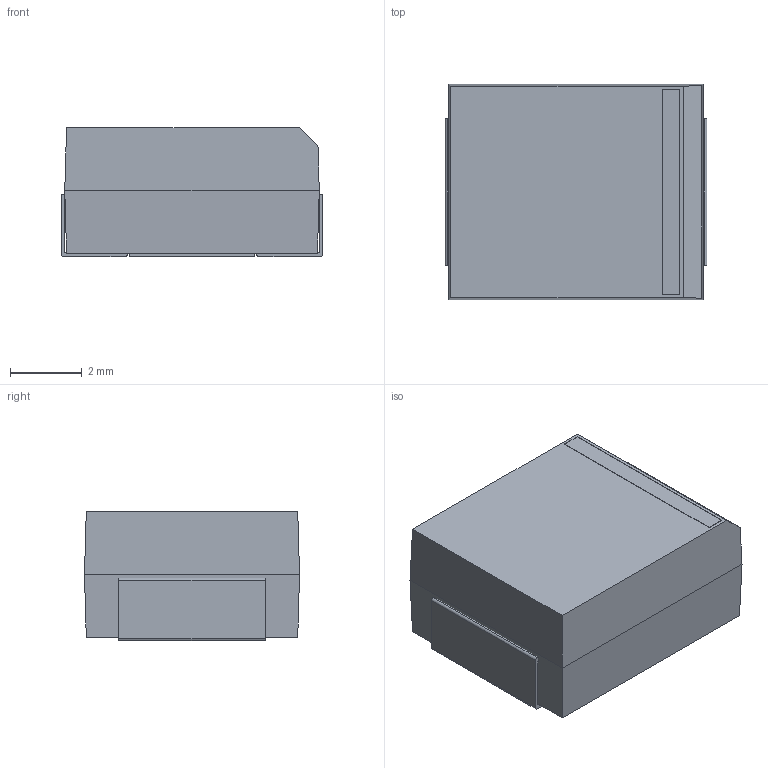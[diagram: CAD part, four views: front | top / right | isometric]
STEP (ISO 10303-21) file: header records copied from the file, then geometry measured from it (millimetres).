
FILE_DESCRIPTION(/* description */ (''),/* implementation_level */ '2;1');
FILE_NAME(/* name */ '5f3c9fa5ff51c311dc00a3d8',/* time_stamp */ '2020-08-19T03:42:30+00:00',/* author */ (''),/* organization */ (''),/* preprocessor_version */ 'ST-DEVELOPER v16.7',/* originating_system */ $,/* authorisation */ $);
FILE_SCHEMA (('AUTOMOTIVE_DESIGN {1 0 10303 214 3 1 1}'));
Length unit declared in the file: metre
Products named in the file (4): Anode Marking; Anode Pin; Cathode Pin; Body
Bounding box: 7.3 x 6 x 3.61 mm (x, y, z)
Volume: 151.5 mm3; surface area: 267.4 mm2
Topology: 4 solids, 4 shells, 52 faces, 125 edges, 82 vertices
Faces by surface type: plane 40, cylinder 12
Entity records: 1608 total; most frequent: CARTESIAN_POINT 263, DIRECTION 261, ORIENTED_EDGE 250, EDGE_CURVE 125, LINE 101, VECTOR 101, VERTEX_POINT 82, AXIS2_PLACEMENT_3D 80
